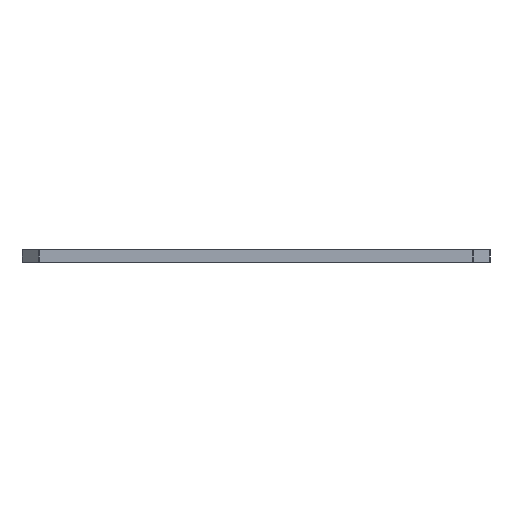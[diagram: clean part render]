
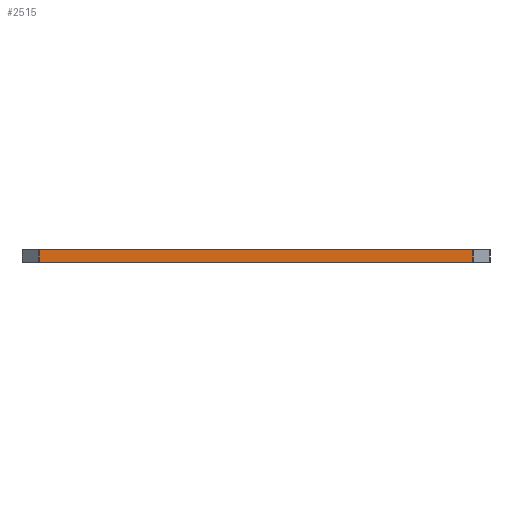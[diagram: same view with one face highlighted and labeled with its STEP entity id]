
A CAD part, left-side view. The second image highlights one B-rep face of the part: STEP entity #2515.
In plain terms, the highlighted planar face has unit normal (-1, 0, 0).
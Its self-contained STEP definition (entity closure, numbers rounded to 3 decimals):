
#176=FACE_OUTER_BOUND('',#305,.T.);
#305=EDGE_LOOP('',(#2158,#2159,#2160,#2161));
#429=LINE('',#3439,#765);
#649=LINE('',#4306,#985);
#650=LINE('',#4309,#986);
#651=LINE('',#4310,#987);
#765=VECTOR('',#2770,1.);
#985=VECTOR('',#3200,1.);
#986=VECTOR('',#3203,1.);
#987=VECTOR('',#3204,1.);
#1097=VERTEX_POINT('',#3436);
#1098=VERTEX_POINT('',#3438);
#1224=VERTEX_POINT('',#4304);
#1225=VERTEX_POINT('',#4308);
#1337=EDGE_CURVE('',#1097,#1098,#429,.T.);
#1575=EDGE_CURVE('',#1224,#1097,#649,.T.);
#1576=EDGE_CURVE('',#1225,#1224,#650,.T.);
#1577=EDGE_CURVE('',#1225,#1098,#651,.T.);
#2158=ORIENTED_EDGE('',*,*,#1576,.F.);
#2159=ORIENTED_EDGE('',*,*,#1577,.T.);
#2160=ORIENTED_EDGE('',*,*,#1337,.F.);
#2161=ORIENTED_EDGE('',*,*,#1575,.F.);
#2395=PLANE('',#2643);
#2515=ADVANCED_FACE('',(#176),#2395,.T.);
#2643=AXIS2_PLACEMENT_3D('',#4307,#3201,#3202);
#2770=DIRECTION('',(0.,-1.,0.));
#3200=DIRECTION('',(0.,0.,1.));
#3201=DIRECTION('center_axis',(-1.,0.,
0.));
#3202=DIRECTION('ref_axis',(0.,-1.,0.));
#3203=DIRECTION('',(0.,1.,0.));
#3204=DIRECTION('',(0.,0.,1.));
#3436=CARTESIAN_POINT('',(1394.241,-2423.384,62.2));
#3438=CARTESIAN_POINT('',(1394.241,-2526.552,62.2));
#3439=CARTESIAN_POINT('',(1394.241,-2423.477,62.2));
#4304=CARTESIAN_POINT('',(1394.241,-2423.384,59.2));
#4306=CARTESIAN_POINT('',(1394.241,-2423.384,59.2));
#4307=CARTESIAN_POINT('Origin',(1394.241,-2423.384,59.2));
#4308=CARTESIAN_POINT('',(1394.241,-2526.552,59.2));
#4309=CARTESIAN_POINT('',(1394.241,-2526.552,59.2));
#4310=CARTESIAN_POINT('',(1394.241,-2526.552,59.2));
